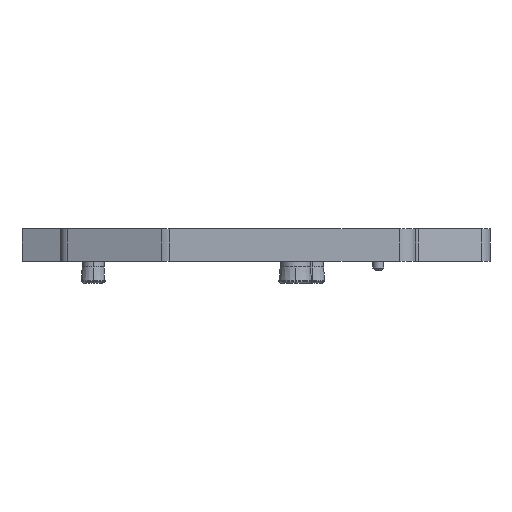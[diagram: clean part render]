
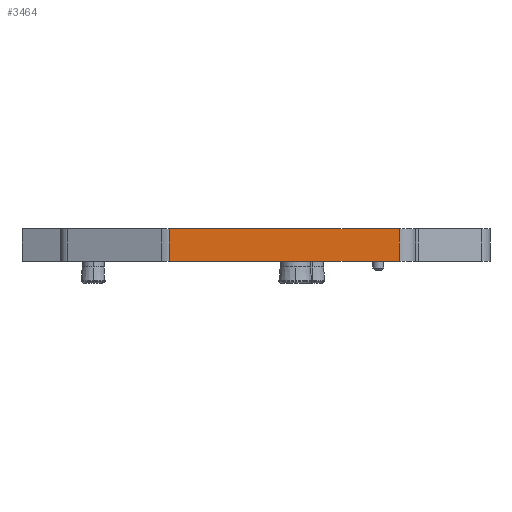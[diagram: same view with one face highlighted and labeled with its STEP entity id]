
A CAD part, left-side view. The second image highlights one B-rep face of the part: STEP entity #3464.
In plain terms, the highlighted planar face has unit normal (-1, 0, 0).
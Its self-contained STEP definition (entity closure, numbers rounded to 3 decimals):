
#42=DIRECTION('',(0.,0.,-1.));
#43=VECTOR('',#42,3.);
#44=CARTESIAN_POINT('',(-40.,11.3,3.));
#45=LINE('',#44,#43);
#56=DIRECTION('',(0.,1.,0.));
#57=VECTOR('',#56,21.031);
#58=CARTESIAN_POINT('',(-40.,11.3,3.));
#59=LINE('',#58,#57);
#63=DIRECTION('',(0.,0.,1.));
#64=VECTOR('',#63,3.);
#65=CARTESIAN_POINT('',(-40.,32.331,0.));
#66=LINE('',#65,#64);
#156=DIRECTION('',(0.,1.,0.));
#157=VECTOR('',#156,21.031);
#158=CARTESIAN_POINT('',(-40.,11.3,0.));
#159=LINE('',#158,#157);
#3191=CARTESIAN_POINT('',(-40.,11.3,3.));
#3192=CARTESIAN_POINT('',(-40.,32.331,3.));
#3193=VERTEX_POINT('',#3191);
#3194=VERTEX_POINT('',#3192);
#3195=CARTESIAN_POINT('',(-40.,11.3,0.));
#3196=VERTEX_POINT('',#3195);
#3197=CARTESIAN_POINT('',(-40.,32.331,0.));
#3198=VERTEX_POINT('',#3197);
#3450=CARTESIAN_POINT('',(-40.,3.3,0.));
#3451=DIRECTION('',(1.,0.,0.));
#3452=DIRECTION('',(0.,-1.,0.));
#3453=AXIS2_PLACEMENT_3D('',#3450,#3451,#3452);
#3454=PLANE('',#3453);
#3456=ORIENTED_EDGE('',*,*,#3455,.T.);
#3458=ORIENTED_EDGE('',*,*,#3457,.F.);
#3459=ORIENTED_EDGE('',*,*,#3433,.T.);
#3461=ORIENTED_EDGE('',*,*,#3460,.T.);
#3462=EDGE_LOOP('',(#3456,#3458,#3459,#3461));
#3463=FACE_OUTER_BOUND('',#3462,.F.);
#3433=EDGE_CURVE('',#3193,#3196,#45,.T.);
#3455=EDGE_CURVE('',#3198,#3194,#66,.T.);
#3457=EDGE_CURVE('',#3193,#3194,#59,.T.);
#3460=EDGE_CURVE('',#3196,#3198,#159,.T.);
#3464=ADVANCED_FACE('',(#3463),#3454,.F.);
